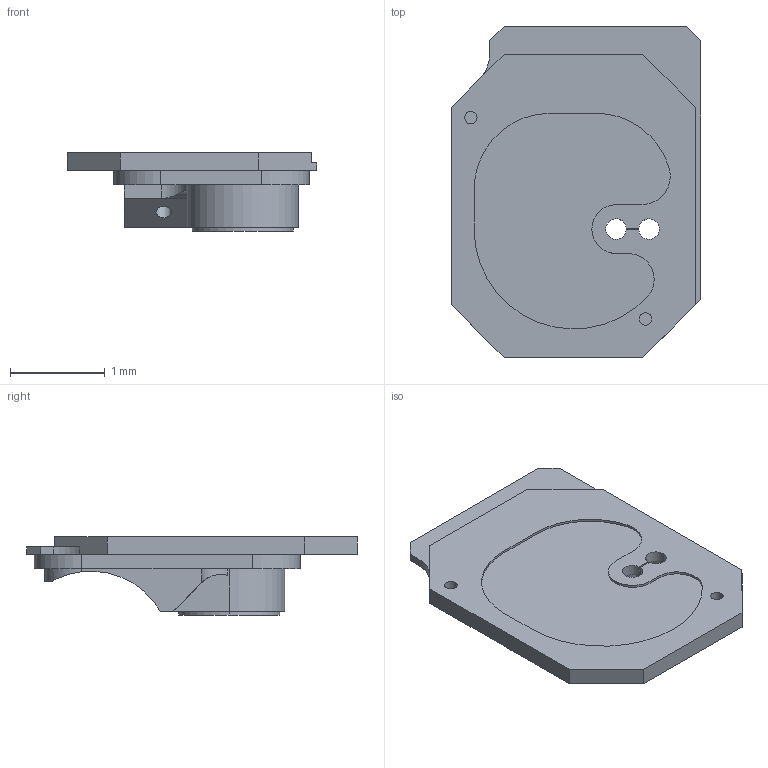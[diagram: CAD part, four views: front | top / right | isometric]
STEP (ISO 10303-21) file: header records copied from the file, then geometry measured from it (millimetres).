
FILE_DESCRIPTION(('produced by SPATIAL CORP'),'2;1');
FILE_NAME( 'sbrooks2.hh.sat.stp', '2002-04-19T09:54:51+00:00',('SPATIAL CORP'),('SPATIAL CORP'), 'ACIS STEP Husk','http://www.spatial.com','SPATIAL CORP');
FILE_SCHEMA(('CONFIG_CONTROL_DESIGN'));
Length unit declared in the file: millimetre
Products named in the file (1): PRODUCT_ID_1
Bounding box: 2.62 x 3.48 x 0.83 mm (x, y, z)
Volume: 2.8 mm3; surface area: 26.5 mm2
Topology: 1 solids, 1 shells, 97 faces, 253 edges, 169 vertices
Faces by surface type: plane 53, cylinder 44
Entity records: 3071 total; most frequent: CARTESIAN_POINT 643, ORIENTED_EDGE 506, DIRECTION 463, EDGE_CURVE 253, VERTEX_POINT 169, VECTOR 161, LINE 161, AXIS2_PLACEMENT_3D 151
